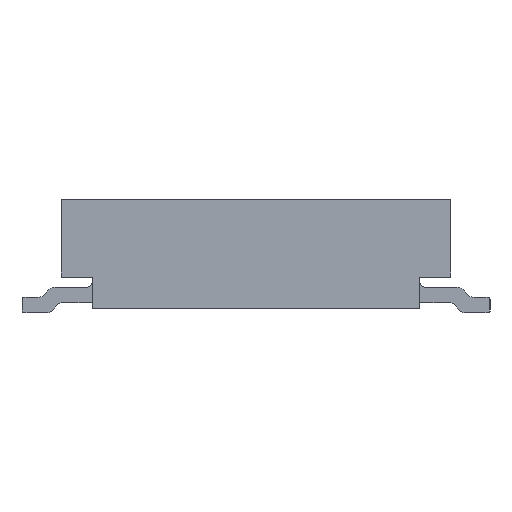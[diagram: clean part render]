
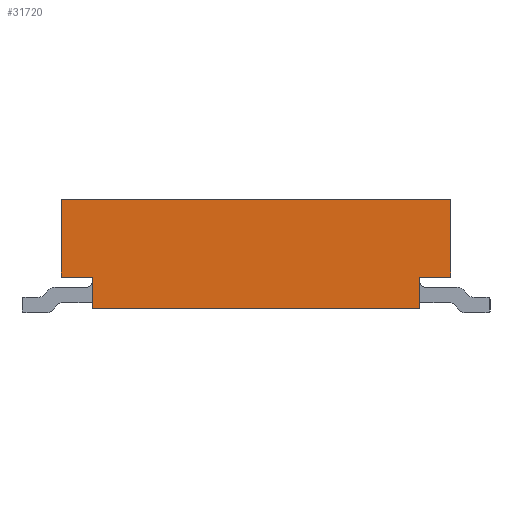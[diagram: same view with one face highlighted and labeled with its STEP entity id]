
A CAD part, left-side view. The second image highlights one B-rep face of the part: STEP entity #31720.
In plain terms, the highlighted planar face has unit normal (-1, 0, 0).
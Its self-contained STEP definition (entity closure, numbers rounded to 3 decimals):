
#2357=ORIENTED_EDGE('',*,*,#11200,.F.);
#2358=ORIENTED_EDGE('',*,*,#10143,.F.);
#2359=ORIENTED_EDGE('',*,*,#11183,.T.);
#2360=ORIENTED_EDGE('',*,*,#10249,.T.);
#2361=ORIENTED_EDGE('',*,*,#11558,.F.);
#2362=ORIENTED_EDGE('',*,*,#11559,.F.);
#2363=ORIENTED_EDGE('',*,*,#11544,.F.);
#2364=ORIENTED_EDGE('',*,*,#10428,.F.);
#10143=EDGE_CURVE('',#14924,#14925,#18049,.T.);
#10249=EDGE_CURVE('',#15026,#15025,#18155,.T.);
#10428=EDGE_CURVE('',#15202,#15203,#18334,.T.);
#11183=EDGE_CURVE('',#14924,#15026,#19089,.T.);
#11200=EDGE_CURVE('',#14925,#15202,#19106,.T.);
#11544=EDGE_CURVE('',#15203,#16013,#19450,.T.);
#11558=EDGE_CURVE('',#16020,#15025,#19464,.T.);
#11559=EDGE_CURVE('',#16013,#16020,#19465,.T.);
#14924=VERTEX_POINT('',#42695);
#14925=VERTEX_POINT('',#42697);
#15025=VERTEX_POINT('',#42907);
#15026=VERTEX_POINT('',#42909);
#15202=VERTEX_POINT('',#43270);
#15203=VERTEX_POINT('',#43272);
#16013=VERTEX_POINT('',#45438);
#16020=VERTEX_POINT('',#45465);
#18049=LINE('',#42696,#22637);
#18155=LINE('',#42908,#22743);
#18334=LINE('',#43271,#22922);
#19089=LINE('',#44834,#23677);
#19106=LINE('',#44869,#23694);
#19450=LINE('',#45437,#24038);
#19464=LINE('',#45464,#24052);
#19465=LINE('',#45466,#24053);
#22637=VECTOR('',#34692,1000.);
#22743=VECTOR('',#34808,1000.);
#22922=VECTOR('',#35001,1000.);
#23677=VECTOR('',#36166,1000.);
#23694=VECTOR('',#36193,1000.);
#24038=VECTOR('',#36597,1000.);
#24052=VECTOR('',#36623,1000.);
#24053=VECTOR('',#36624,1000.);
#27425=EDGE_LOOP('',(#2357,#2358,#2359,#2360,#2361,#2362,#2363,#2364));
#28929=FACE_BOUND('',#27425,.T.);
#30393=PLANE('',#33181);
#31720=ADVANCED_FACE('',(#28929),#30393,.F.);
#33181=AXIS2_PLACEMENT_3D('',#45463,#36621,#36622);
#34692=DIRECTION('',(0.,1.,0.));
#34808=DIRECTION('',(0.,-1.,0.));
#35001=DIRECTION('',(0.,1.,0.));
#36166=DIRECTION('',(0.,0.,1.));
#36193=DIRECTION('',(0.,0.,1.));
#36597=DIRECTION('',(0.,0.,1.));
#36621=DIRECTION('',(1.,0.,0.));
#36622=DIRECTION('',(0.,0.,-1.));
#36623=DIRECTION('',(0.,0.,-1.));
#36624=DIRECTION('',(0.,-1.,0.));
#42695=CARTESIAN_POINT('',(-6.3,-2.1,-0.7));
#42696=CARTESIAN_POINT('',(-6.3,-2.5,-0.7));
#42697=CARTESIAN_POINT('',(-6.3,2.1,-0.7));
#42907=CARTESIAN_POINT('',(-6.3,-2.5,-0.3));
#42908=CARTESIAN_POINT('',(-6.3,-2.1,-0.3));
#42909=CARTESIAN_POINT('',(-6.3,-2.1,-0.3));
#43270=CARTESIAN_POINT('',(-6.3,2.1,-0.3));
#43271=CARTESIAN_POINT('',(-6.3,2.1,-0.3));
#43272=CARTESIAN_POINT('',(-6.3,2.5,-0.3));
#44834=CARTESIAN_POINT('',(-6.3,-2.1,-0.7));
#44869=CARTESIAN_POINT('',(-6.3,2.1,-0.7));
#45437=CARTESIAN_POINT('',(-6.3,2.5,-0.7));
#45438=CARTESIAN_POINT('',(-6.3,2.5,0.7));
#45463=CARTESIAN_POINT('',(-6.3,0.,0.));
#45464=CARTESIAN_POINT('',(-6.3,-2.5,0.7));
#45465=CARTESIAN_POINT('',(-6.3,-2.5,0.7));
#45466=CARTESIAN_POINT('',(-6.3,2.5,0.7));
